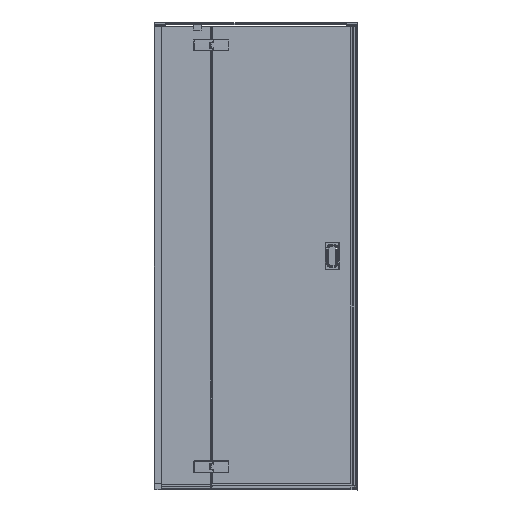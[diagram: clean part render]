
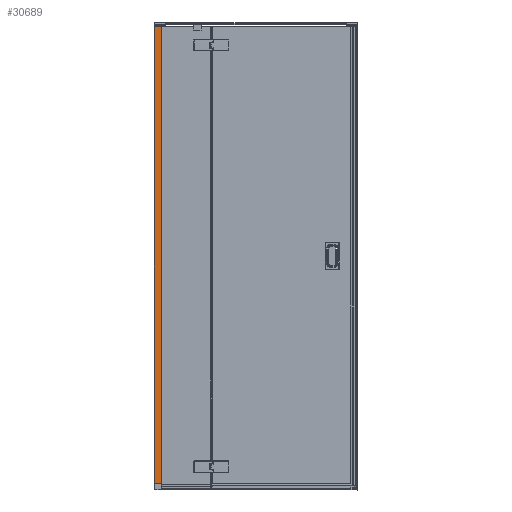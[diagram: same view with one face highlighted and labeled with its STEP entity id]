
A CAD part, top view. The second image highlights one B-rep face of the part: STEP entity #30689.
In plain terms, the highlighted planar face has unit normal (0, 0, 1).
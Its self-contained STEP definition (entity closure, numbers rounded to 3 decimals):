
#568 = CARTESIAN_POINT ( 'NONE',  ( -122.5, -973., 8.102 ) ) ;
#1487 = EDGE_CURVE ( 'NONE', #60144, #29470, #44748, .T. ) ;
#2321 = DIRECTION ( 'NONE',  ( 0., 0., 1. ) ) ;
#4827 = CARTESIAN_POINT ( 'NONE',  ( -122.5, 981., 8.102 ) ) ;
#7480 = DIRECTION ( 'NONE',  ( 0., -1., 0. ) ) ;
#7949 = PLANE ( 'NONE',  #32893 ) ;
#8519 = LINE ( 'NONE', #43018, #63828 ) ;
#8863 = B_SPLINE_CURVE_WITH_KNOTS ( 'NONE', 3,
 ( #28201, #12302, #22410, #17493 ),
 .UNSPECIFIED., .F., .F.,
 ( 4, 4 ),
 ( 0.001, 1. ),
 .UNSPECIFIED. ) ;
#9402 = DIRECTION ( 'NONE',  ( 0., 1., 0. ) ) ;
#10259 = EDGE_CURVE ( 'NONE', #49415, #43401, #8519, .T. ) ;
#12302 = CARTESIAN_POINT ( 'NONE',  ( -94.345, -321.667, 8.102 ) ) ;
#13319 = EDGE_CURVE ( 'NONE', #59126, #42077, #51004, .T. ) ;
#17493 = CARTESIAN_POINT ( 'NONE',  ( -94.338, 981., 8.101 ) ) ;
#20942 = DIRECTION ( 'NONE',  ( -1., 0., 0. ) ) ;
#22033 = LINE ( 'NONE', #32250, #52149 ) ;
#22410 = CARTESIAN_POINT ( 'NONE',  ( -94.342, 329.667, 8.102 ) ) ;
#22715 = EDGE_CURVE ( 'NONE', #43401, #66049, #8863, .T. ) ;
#25300 = ORIENTED_EDGE ( 'NONE', *, *, #13319, .F. ) ;
#25503 = LINE ( 'NONE', #52617, #66572 ) ;
#25876 = VECTOR ( 'NONE', #46444, 1000. ) ;
#28201 = CARTESIAN_POINT ( 'NONE',  ( -94.349, -973., 8.102 ) ) ;
#29470 = VERTEX_POINT ( 'NONE', #43743 ) ;
#29580 = ORIENTED_EDGE ( 'NONE', *, *, #55281, .F. ) ;
#30689 = ADVANCED_FACE ( 'NONE', ( #67644 ), #7949, .T. ) ;
#31336 = DIRECTION ( 'NONE',  ( 0., -1., 0. ) ) ;
#32250 = CARTESIAN_POINT ( 'NONE',  ( -98.642, -1001., 8.102 ) ) ;
#32361 = ORIENTED_EDGE ( 'NONE', *, *, #22715, .T. ) ;
#32893 = AXIS2_PLACEMENT_3D ( 'NONE', #34369, #2321, #7480 ) ;
#34369 = CARTESIAN_POINT ( 'NONE',  ( -94.3, 981., 8.102 ) ) ;
#36600 = CARTESIAN_POINT ( 'NONE',  ( -98.642, -975., 8.102 ) ) ;
#40825 = VECTOR ( 'NONE', #20942, 1000. ) ;
#41222 = EDGE_CURVE ( 'NONE', #59126, #29470, #61920, .T. ) ;
#42077 = VERTEX_POINT ( 'NONE', #4827 ) ;
#42744 = DIRECTION ( 'NONE',  ( 0., 1., 0. ) ) ;
#42967 = CARTESIAN_POINT ( 'NONE',  ( -122.5, 981., 8.102 ) ) ;
#43018 = CARTESIAN_POINT ( 'NONE',  ( -108.1, -973., 8.102 ) ) ;
#43401 = VERTEX_POINT ( 'NONE', #69241 ) ;
#43743 = CARTESIAN_POINT ( 'NONE',  ( -119.556, -973., 8.102 ) ) ;
#43785 = EDGE_CURVE ( 'NONE', #66049, #42077, #66806, .T. ) ;
#44748 = LINE ( 'NONE', #52267, #57354 ) ;
#45805 = CARTESIAN_POINT ( 'NONE',  ( -98.642, -973., 8.102 ) ) ;
#46235 = VERTEX_POINT ( 'NONE', #36600 ) ;
#46444 = DIRECTION ( 'NONE',  ( 1., 0., 0. ) ) ;
#47616 = VECTOR ( 'NONE', #42744, 1000. ) ;
#49302 = CARTESIAN_POINT ( 'NONE',  ( -94.338, 981., 8.101 ) ) ;
#49415 = VERTEX_POINT ( 'NONE', #45805 ) ;
#51004 = LINE ( 'NONE', #42967, #47616 ) ;
#51196 = ORIENTED_EDGE ( 'NONE', *, *, #68737, .T. ) ;
#52149 = VECTOR ( 'NONE', #31336, 1000. ) ;
#52267 = CARTESIAN_POINT ( 'NONE',  ( -119.556, -1001., 8.102 ) ) ;
#52617 = CARTESIAN_POINT ( 'NONE',  ( -108.1, -975., 8.102 ) ) ;
#52964 = CARTESIAN_POINT ( 'NONE',  ( -94.3, 981., 8.102 ) ) ;
#53086 = DIRECTION ( 'NONE',  ( 1., 0., 0. ) ) ;
#53326 = CARTESIAN_POINT ( 'NONE',  ( -119.556, -975., 8.102 ) ) ;
#54363 = ORIENTED_EDGE ( 'NONE', *, *, #1487, .F. ) ;
#55281 = EDGE_CURVE ( 'NONE', #49415, #46235, #22033, .T. ) ;
#57354 = VECTOR ( 'NONE', #9402, 1000. ) ;
#58359 = ORIENTED_EDGE ( 'NONE', *, *, #41222, .T. ) ;
#58805 = ORIENTED_EDGE ( 'NONE', *, *, #10259, .T. ) ;
#59126 = VERTEX_POINT ( 'NONE', #568 ) ;
#60144 = VERTEX_POINT ( 'NONE', #53326 ) ;
#60725 = ORIENTED_EDGE ( 'NONE', *, *, #43785, .T. ) ;
#61920 = LINE ( 'NONE', #62654, #25876 ) ;
#62654 = CARTESIAN_POINT ( 'NONE',  ( -108.1, -973., 8.102 ) ) ;
#63828 = VECTOR ( 'NONE', #64368, 1000. ) ;
#64368 = DIRECTION ( 'NONE',  ( 1., 0., 0. ) ) ;
#66049 = VERTEX_POINT ( 'NONE', #49302 ) ;
#66572 = VECTOR ( 'NONE', #53086, 1000. ) ;
#66806 = LINE ( 'NONE', #52964, #40825 ) ;
#67644 = FACE_OUTER_BOUND ( 'NONE', #69204, .T. ) ;
#68737 = EDGE_CURVE ( 'NONE', #60144, #46235, #25503, .T. ) ;
#69204 = EDGE_LOOP ( 'NONE', ( #29580, #58805, #32361, #60725, #25300, #58359, #54363, #51196 ) ) ;
#69241 = CARTESIAN_POINT ( 'NONE',  ( -94.349, -973., 8.102 ) ) ;
